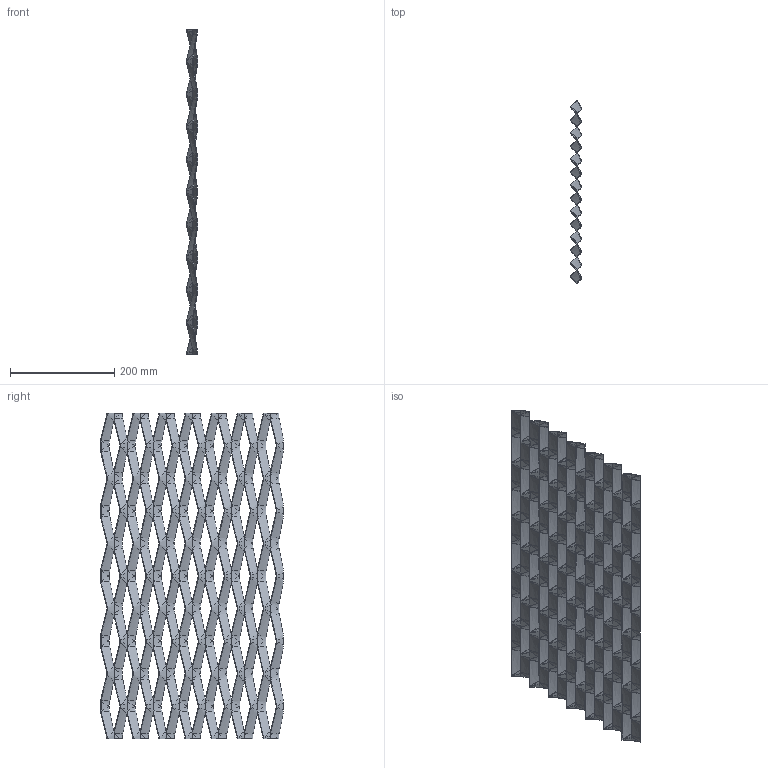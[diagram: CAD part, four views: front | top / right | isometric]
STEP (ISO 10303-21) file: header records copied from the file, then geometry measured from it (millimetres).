
FILE_DESCRIPTION(/* description */ (''),/* implementation_level */ '2;1');
FILE_NAME(/* name */ 'TR 125x50x18x1,5 VISION - kopie.stp',/* time_stamp */ '2025-05-07T08:10:58+02:00',/* author */ ('tomas.cuprak'),/* organization */ (''),/* preprocessor_version */ 'ST-DEVELOPER v19.2',/* originating_system */ 'Autodesk Inventor 2023',/* authorisation */ '');
FILE_SCHEMA (('AUTOMOTIVE_DESIGN { 1 0 10303 214 3 1 1 }'));
Products named in the file (1): THK univerzal
Bounding box: 22 x 350.89 x 625 mm (x, y, z)
Volume: 236564 mm3; surface area: 351271.6 mm2
Topology: 1 solids, 1 shells, 2076 faces, 6396 edges, 4204 vertices
Faces by surface type: bspline 1190, plane 886
Entity records: 133546 total; most frequent: CARTESIAN_POINT 88194, ORIENTED_EDGE 12792, EDGE_CURVE 6396, VERTEX_POINT 4204, B_SPLINE_CURVE_WITH_KNOTS 4120, DIRECTION 4050, LINE 2276, VECTOR 2276
